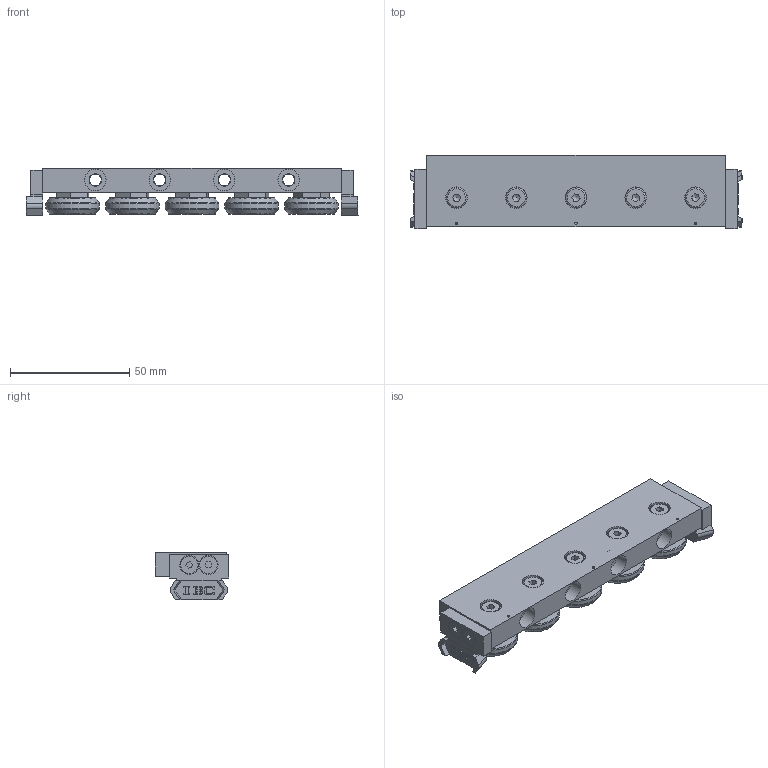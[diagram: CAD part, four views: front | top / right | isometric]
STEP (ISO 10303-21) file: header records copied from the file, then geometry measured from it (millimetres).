
FILE_DESCRIPTION((''),'2;1');
FILE_NAME('Baugruppe4.stp','2014-07-22T09:13:28',('VSkokov'),(''),'Autodesk Inventor 2012','Autodesk Inventor 2012','');
FILE_SCHEMA(('AUTOMOTIVE_DESIGN { 1 0 10303 214 1 1 1 1 }'));
Length unit declared in the file: millimetre
Products named in the file (7): Baugruppe4; CR 28H-32-2RS; LL.CR 28H-21; ABS X28H; DIN 7991 M4x12; CBRS(E) 23-28H; DIN 7984 M5 x 10
Assembly tree (18 placements, depth 3):
  Baugruppe4
    CR 28H-32-2RS
      LL.CR 28H-21
      ABS X28H  x2
      DIN 7991 M4x12  x4
      CBRS(E) 23-28H  x5
      DIN 7984 M5 x 10  x5
Bounding box: 139.01 x 30.8 x 19.7 mm (x, y, z)
Volume: 50924.5 mm3; surface area: 28353.3 mm2
Topology: 17 solids, 17 shells, 526 faces, 1233 edges, 791 vertices
Faces by surface type: plane 308, cylinder 130, cone 54, torus 34
Full cylindrical faces by diameter (mm): 1 x3, 2 x6, 3.242 x4, 4 x4, 4.134 x5, 4.917 x4, 5 x9, 5.2 x4, 5.5 x5, 7 x5, 7.3 x4, 8 x4, 8.5 x5, 9 x9, 10 x10, 22.4 x5
Entity records: 6351 total; most frequent: DIRECTION 1085, CARTESIAN_POINT 1061, ORIENTED_EDGE 892, EDGE_CURVE 446, AXIS2_PLACEMENT_3D 403, EDGE_LOOP 355, VERTEX_POINT 331, VECTOR 279
